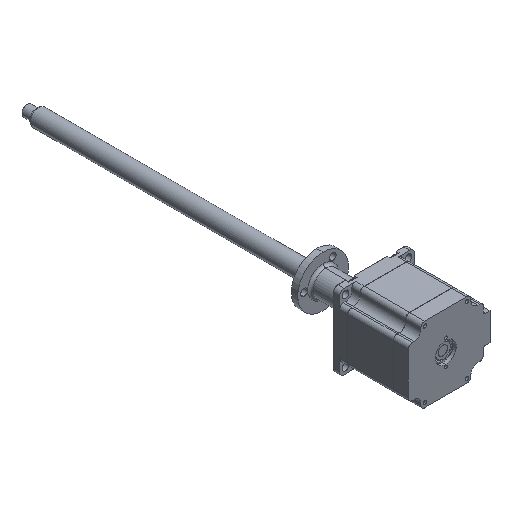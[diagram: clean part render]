
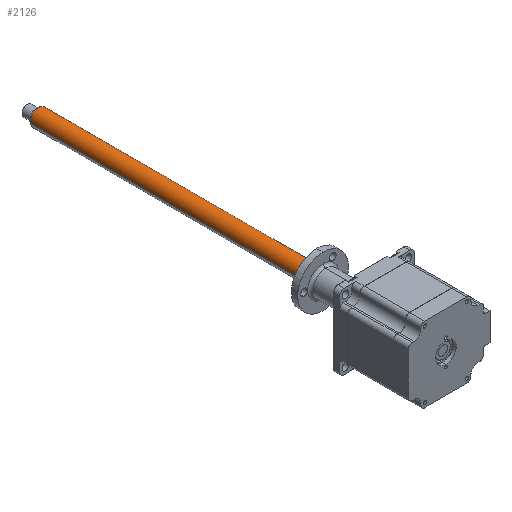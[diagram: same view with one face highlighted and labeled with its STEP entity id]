
A CAD part, isometric view. The second image highlights one B-rep face of the part: STEP entity #2126.
In plain terms, the highlighted cylindrical face has radius 6.225 mm (diameter 12.45 mm), a partial arc.
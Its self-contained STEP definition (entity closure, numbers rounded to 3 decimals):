
#113 = CIRCLE ( 'NONE', #5709, 6.225 ) ;
#122 = CIRCLE ( 'NONE', #10134, 6.225 ) ;
#575 = DIRECTION ( 'NONE',  ( -0.994, 0., -0.112 ) ) ;
#715 = DIRECTION ( 'NONE',  ( 0., -1., 0. ) ) ;
#808 = FACE_OUTER_BOUND ( 'NONE', #4743, .T. ) ;
#2126 = ADVANCED_FACE ( 'NONE', ( #808 ), #2851, .T. ) ;
#2455 = EDGE_CURVE ( 'NONE', #8045, #9282, #12528, .T. ) ;
#2647 = CARTESIAN_POINT ( 'NONE',  ( -11.107, 258.999, 34.046 ) ) ;
#2851 = CYLINDRICAL_SURFACE ( 'NONE', #12667, 6.225 ) ;
#2867 = CARTESIAN_POINT ( 'NONE',  ( -11.107, 9.999, 34.046 ) ) ;
#2949 = ORIENTED_EDGE ( 'NONE', *, *, #8289, .F. ) ;
#3436 = LINE ( 'NONE', #12034, #6060 ) ;
#3488 = ORIENTED_EDGE ( 'NONE', *, *, #2455, .T. ) ;
#3895 = DIRECTION ( 'NONE',  ( 0., -1., 0. ) ) ;
#4743 = EDGE_LOOP ( 'NONE', ( #2949, #5602, #3488, #11100 ) ) ;
#5256 = DIRECTION ( 'NONE',  ( 0., -1., 0. ) ) ;
#5602 = ORIENTED_EDGE ( 'NONE', *, *, #7484, .T. ) ;
#5709 = AXIS2_PLACEMENT_3D ( 'NONE', #12396, #6548, #575 ) ;
#6060 = VECTOR ( 'NONE', #5256, 1000. ) ;
#6355 = DIRECTION ( 'NONE',  ( 0., -1., 0. ) ) ;
#6548 = DIRECTION ( 'NONE',  ( 0., -1., 0. ) ) ;
#6690 = CARTESIAN_POINT ( 'NONE',  ( -17.293, 258.999, 33.35 ) ) ;
#6765 = CARTESIAN_POINT ( 'NONE',  ( -23.479, 258.999, 32.654 ) ) ;
#7328 = VECTOR ( 'NONE', #3895, 1000. ) ;
#7484 = EDGE_CURVE ( 'NONE', #7986, #8045, #122, .T. ) ;
#7662 = CARTESIAN_POINT ( 'NONE',  ( -23.479, 259.999, 32.654 ) ) ;
#7667 = DIRECTION ( 'NONE',  ( 0.994, 0., 0.112 ) ) ;
#7959 = EDGE_CURVE ( 'NONE', #8098, #9282, #113, .T. ) ;
#7986 = VERTEX_POINT ( 'NONE', #2647 ) ;
#8045 = VERTEX_POINT ( 'NONE', #6765 ) ;
#8098 = VERTEX_POINT ( 'NONE', #2867 ) ;
#8289 = EDGE_CURVE ( 'NONE', #7986, #8098, #3436, .T. ) ;
#9187 = DIRECTION ( 'NONE',  ( -0.994, 0., -0.112 ) ) ;
#9282 = VERTEX_POINT ( 'NONE', #11174 ) ;
#10134 = AXIS2_PLACEMENT_3D ( 'NONE', #6690, #715, #7667 ) ;
#10918 = CARTESIAN_POINT ( 'NONE',  ( -17.293, 259.999, 33.35 ) ) ;
#11100 = ORIENTED_EDGE ( 'NONE', *, *, #7959, .F. ) ;
#11174 = CARTESIAN_POINT ( 'NONE',  ( -23.479, 9.999, 32.654 ) ) ;
#12034 = CARTESIAN_POINT ( 'NONE',  ( -11.107, 259.999, 34.046 ) ) ;
#12396 = CARTESIAN_POINT ( 'NONE',  ( -17.293, 9.999, 33.35 ) ) ;
#12528 = LINE ( 'NONE', #7662, #7328 ) ;
#12667 = AXIS2_PLACEMENT_3D ( 'NONE', #10918, #6355, #9187 ) ;
